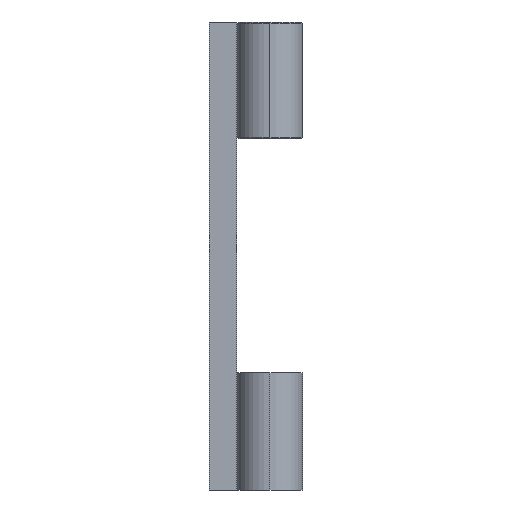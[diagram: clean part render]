
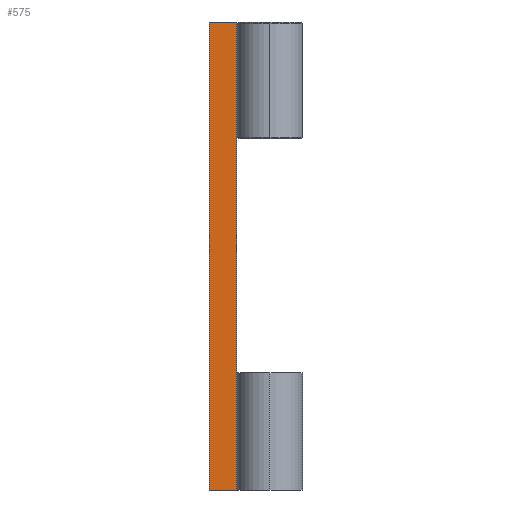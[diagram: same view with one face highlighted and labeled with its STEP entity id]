
A CAD part, left-side view. The second image highlights one B-rep face of the part: STEP entity #575.
In plain terms, the highlighted planar face has unit normal (-1, 0, 0).
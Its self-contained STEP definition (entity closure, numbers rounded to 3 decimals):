
#39 = EDGE_CURVE ( 'NONE', #1064, #158, #496, .T. ) ;
#56 = ORIENTED_EDGE ( 'NONE', *, *, #675, .T. ) ;
#68 = ORIENTED_EDGE ( 'NONE', *, *, #39, .F. ) ;
#158 = VERTEX_POINT ( 'NONE', #543 ) ;
#174 = CARTESIAN_POINT ( 'NONE',  ( -460., 19., 160. ) ) ;
#184 = DIRECTION ( 'NONE',  ( 0., 0., 1. ) ) ;
#261 = VECTOR ( 'NONE', #1268, 1000. ) ;
#324 = CARTESIAN_POINT ( 'NONE',  ( -460., 0., 160. ) ) ;
#336 = VECTOR ( 'NONE', #184, 1000. ) ;
#430 = PLANE ( 'NONE',  #544 ) ;
#436 = DIRECTION ( 'NONE',  ( 0., 0., -1. ) ) ;
#462 = LINE ( 'NONE', #685, #261 ) ;
#496 = LINE ( 'NONE', #1306, #336 ) ;
#543 = CARTESIAN_POINT ( 'NONE',  ( -460., 19., 160. ) ) ;
#544 = AXIS2_PLACEMENT_3D ( 'NONE', #1344, #1096, #436 ) ;
#575 = ADVANCED_FACE ( 'NONE', ( #1435 ), #430, .F. ) ;
#632 = LINE ( 'NONE', #174, #743 ) ;
#649 = CARTESIAN_POINT ( 'NONE',  ( -460., 0., -160. ) ) ;
#666 = VERTEX_POINT ( 'NONE', #324 ) ;
#675 = EDGE_CURVE ( 'NONE', #1064, #1044, #1137, .T. ) ;
#685 = CARTESIAN_POINT ( 'NONE',  ( -460., 0., -160. ) ) ;
#715 = EDGE_CURVE ( 'NONE', #1044, #666, #462, .T. ) ;
#743 = VECTOR ( 'NONE', #1088, 1000. ) ;
#772 = CARTESIAN_POINT ( 'NONE',  ( -460., 19., -160. ) ) ;
#802 = ORIENTED_EDGE ( 'NONE', *, *, #715, .T. ) ;
#997 = DIRECTION ( 'NONE',  ( 0., -1., 0. ) ) ;
#1014 = EDGE_CURVE ( 'NONE', #158, #666, #632, .T. ) ;
#1044 = VERTEX_POINT ( 'NONE', #649 ) ;
#1064 = VERTEX_POINT ( 'NONE', #772 ) ;
#1068 = ORIENTED_EDGE ( 'NONE', *, *, #1014, .F. ) ;
#1088 = DIRECTION ( 'NONE',  ( 0., -1., 0. ) ) ;
#1091 = VECTOR ( 'NONE', #997, 1000. ) ;
#1096 = DIRECTION ( 'NONE',  ( 1., 0., 0. ) ) ;
#1137 = LINE ( 'NONE', #1471, #1091 ) ;
#1268 = DIRECTION ( 'NONE',  ( 0., 0., 1. ) ) ;
#1306 = CARTESIAN_POINT ( 'NONE',  ( -460., 19., -160. ) ) ;
#1344 = CARTESIAN_POINT ( 'NONE',  ( -460., 19., -160. ) ) ;
#1361 = EDGE_LOOP ( 'NONE', ( #802, #1068, #68, #56 ) ) ;
#1435 = FACE_OUTER_BOUND ( 'NONE', #1361, .T. ) ;
#1471 = CARTESIAN_POINT ( 'NONE',  ( -460., 19., -160. ) ) ;
